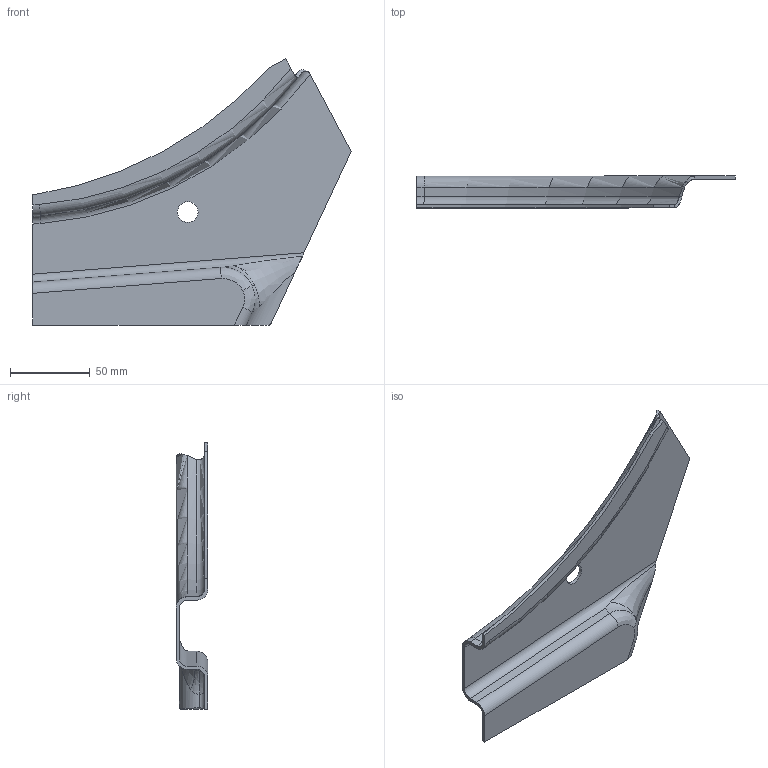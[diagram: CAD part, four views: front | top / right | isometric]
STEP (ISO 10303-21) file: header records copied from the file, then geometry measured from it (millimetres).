
FILE_DESCRIPTION(/* description */ ('STEP AP242','CAx-IF Rec.Pracs.---Representation and Presentation of Product Manufacturing Information (PMI)---4.0---2014-10-13','CAx-IF Rec.Pracs.---3D Tessellated Geometry---0.4---2014-09-14','2;1'),/* implementation_level */ '2;1');
FILE_NAME(/* name */ '67b81a54dd71f34bb513e008',/* time_stamp */ '2025-02-21T06:16:53Z',/* author */ (''),/* organization */ (''),/* preprocessor_version */ 'ST-DEVELOPER v20',/* originating_system */ 'ONSHAPE BY PTC INC, 1.193',/* authorisation */ ' ');
FILE_SCHEMA (('AP242_MANAGED_MODEL_BASED_3D_ENGINEERING_MIM_LF { 1 0 10303 442 1 1 4 }'));
Length unit declared in the file: metre
Products named in the file (1): Admi5714BF45esgz
Bounding box: 199.9 x 20 x 167.2 mm (x, y, z)
Volume: 51090.1 mm3; surface area: 52477.7 mm2
Topology: 1 solids, 1 shells, 55 faces, 136 edges, 83 vertices
Faces by surface type: bspline 18, plane 17, cylinder 16, torus 4
Full cylindrical faces by diameter (mm): 13 x1
Entity records: 9142 total; most frequent: CARTESIAN_POINT 8009, ORIENTED_EDGE 270, DIRECTION 166, EDGE_CURVE 135, VERTEX_POINT 83, AXIS2_PLACEMENT_3D 61, EDGE_LOOP 58, FACE_BOUND 58
